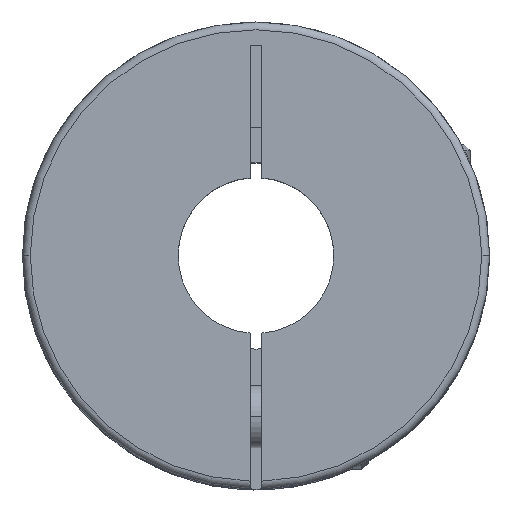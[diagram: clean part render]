
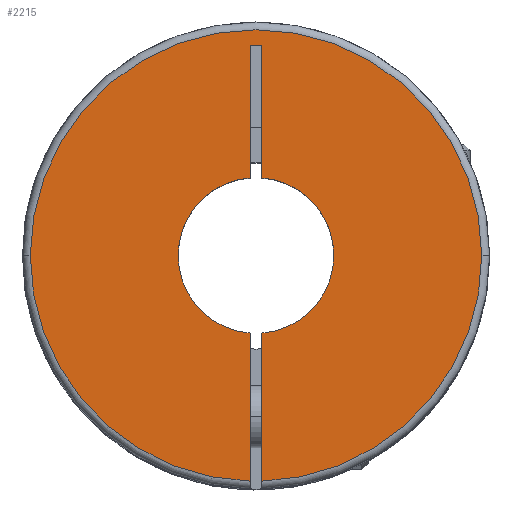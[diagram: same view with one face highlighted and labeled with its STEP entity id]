
A CAD part, top view. The second image highlights one B-rep face of the part: STEP entity #2215.
In plain terms, the highlighted planar face has unit normal (0, 0, 1).
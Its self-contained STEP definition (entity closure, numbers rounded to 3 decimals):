
#58 = EDGE_LOOP ( 'NONE', ( #467, #3133, #3521, #3050, #3275, #2187, #3020, #826, #3440, #2881, #114 ) ) ;
#114 = ORIENTED_EDGE ( 'NONE', *, *, #3508, .F. ) ;
#139 = FACE_OUTER_BOUND ( 'NONE', #58, .T. ) ;
#231 = CARTESIAN_POINT ( 'NONE',  ( 0.75, 27., 0. ) ) ;
#236 = DIRECTION ( 'NONE',  ( 0., 0., -1. ) ) ;
#262 = CARTESIAN_POINT ( 'NONE',  ( 0.75, -28.99, 0. ) ) ;
#281 = VECTOR ( 'NONE', #676, 1000. ) ;
#376 = CIRCLE ( 'NONE', #3089, 10. ) ;
#406 = EDGE_CURVE ( 'NONE', #2514, #1668, #3666, .T. ) ;
#418 = AXIS2_PLACEMENT_3D ( 'NONE', #1159, #2135, #2696 ) ;
#459 = EDGE_CURVE ( 'NONE', #1076, #476, #1215, .T. ) ;
#467 = ORIENTED_EDGE ( 'NONE', *, *, #406, .F. ) ;
#476 = VERTEX_POINT ( 'NONE', #2959 ) ;
#494 = AXIS2_PLACEMENT_3D ( 'NONE', #1399, #3561, #1725 ) ;
#631 = CARTESIAN_POINT ( 'NONE',  ( 0.75, -30., 0. ) ) ;
#647 = CARTESIAN_POINT ( 'NONE',  ( 0.75, -9.972, 0. ) ) ;
#676 = DIRECTION ( 'NONE',  ( 0., 1., 0. ) ) ;
#698 = CARTESIAN_POINT ( 'NONE',  ( 0., 0., 0. ) ) ;
#775 = EDGE_CURVE ( 'NONE', #3976, #1515, #1390, .T. ) ;
#789 = CARTESIAN_POINT ( 'NONE',  ( 0., 0., 0. ) ) ;
#794 = DIRECTION ( 'NONE',  ( 0., 0., -1. ) ) ;
#811 = AXIS2_PLACEMENT_3D ( 'NONE', #789, #236, #2082 ) ;
#826 = ORIENTED_EDGE ( 'NONE', *, *, #1844, .T. ) ;
#835 = DIRECTION ( 'NONE',  ( 0., 1., 0. ) ) ;
#850 = VECTOR ( 'NONE', #1047, 1000. ) ;
#1047 = DIRECTION ( 'NONE',  ( -1., 0., 0. ) ) ;
#1076 = VERTEX_POINT ( 'NONE', #1613 ) ;
#1099 = CARTESIAN_POINT ( 'NONE',  ( -0.75, 27., 0. ) ) ;
#1140 = DIRECTION ( 'NONE',  ( 0., 0., -1. ) ) ;
#1159 = CARTESIAN_POINT ( 'NONE',  ( 0., 0., 0. ) ) ;
#1215 = CIRCLE ( 'NONE', #494, 10. ) ;
#1238 = EDGE_CURVE ( 'NONE', #3312, #3782, #3253, .T. ) ;
#1268 = LINE ( 'NONE', #2853, #2311 ) ;
#1390 = LINE ( 'NONE', #1409, #850 ) ;
#1399 = CARTESIAN_POINT ( 'NONE',  ( 0., 0., 0. ) ) ;
#1408 = CARTESIAN_POINT ( 'NONE',  ( -0.75, 27., 0. ) ) ;
#1409 = CARTESIAN_POINT ( 'NONE',  ( 0.75, 27., 0. ) ) ;
#1515 = VERTEX_POINT ( 'NONE', #1099 ) ;
#1572 = LINE ( 'NONE', #631, #281 ) ;
#1581 = VECTOR ( 'NONE', #3207, 1000. ) ;
#1613 = CARTESIAN_POINT ( 'NONE',  ( -0.75, -9.972, 0. ) ) ;
#1668 = VERTEX_POINT ( 'NONE', #3099 ) ;
#1671 = CARTESIAN_POINT ( 'NONE',  ( 0., 0., 0. ) ) ;
#1680 = LINE ( 'NONE', #1408, #1581 ) ;
#1725 = DIRECTION ( 'NONE',  ( -1., 0., 0. ) ) ;
#1768 = AXIS2_PLACEMENT_3D ( 'NONE', #698, #2267, #2947 ) ;
#1844 = EDGE_CURVE ( 'NONE', #2556, #3728, #2044, .T. ) ;
#1905 = AXIS2_PLACEMENT_3D ( 'NONE', #3041, #1140, #3300 ) ;
#2044 = CIRCLE ( 'NONE', #811, 10. ) ;
#2071 = CARTESIAN_POINT ( 'NONE',  ( 0., 0., 0. ) ) ;
#2082 = DIRECTION ( 'NONE',  ( -1., 0., 0. ) ) ;
#2135 = DIRECTION ( 'NONE',  ( 0., 0., -1. ) ) ;
#2147 = CARTESIAN_POINT ( 'NONE',  ( 0.75, 9.972, 0. ) ) ;
#2187 = ORIENTED_EDGE ( 'NONE', *, *, #775, .F. ) ;
#2215 = ADVANCED_FACE ( 'NONE', ( #139 ), #2935, .F. ) ;
#2221 = VECTOR ( 'NONE', #835, 1000. ) ;
#2257 = AXIS2_PLACEMENT_3D ( 'NONE', #1671, #2921, #2904 ) ;
#2264 = EDGE_CURVE ( 'NONE', #2556, #3976, #2716, .T. ) ;
#2267 = DIRECTION ( 'NONE',  ( 0., 0., -1. ) ) ;
#2311 = VECTOR ( 'NONE', #3736, 1000. ) ;
#2338 = DIRECTION ( 'NONE',  ( -1., 0., 0. ) ) ;
#2387 = CARTESIAN_POINT ( 'NONE',  ( -0.75, -28.99, 0. ) ) ;
#2417 = CARTESIAN_POINT ( 'NONE',  ( 0.75, -30., 0. ) ) ;
#2514 = VERTEX_POINT ( 'NONE', #2387 ) ;
#2556 = VERTEX_POINT ( 'NONE', #2147 ) ;
#2696 = DIRECTION ( 'NONE',  ( 0., -1., 0. ) ) ;
#2716 = LINE ( 'NONE', #2417, #2221 ) ;
#2853 = CARTESIAN_POINT ( 'NONE',  ( -0.75, 27., 0. ) ) ;
#2881 = ORIENTED_EDGE ( 'NONE', *, *, #1238, .F. ) ;
#2899 = VERTEX_POINT ( 'NONE', #3332 ) ;
#2904 = DIRECTION ( 'NONE',  ( -1., 0., 0. ) ) ;
#2921 = DIRECTION ( 'NONE',  ( 0., 0., -1. ) ) ;
#2935 = PLANE ( 'NONE',  #418 ) ;
#2943 = EDGE_CURVE ( 'NONE', #1515, #2899, #1268, .T. ) ;
#2947 = DIRECTION ( 'NONE',  ( -1., 0., 0. ) ) ;
#2959 = CARTESIAN_POINT ( 'NONE',  ( -10., 0., 0. ) ) ;
#3020 = ORIENTED_EDGE ( 'NONE', *, *, #2264, .F. ) ;
#3041 = CARTESIAN_POINT ( 'NONE',  ( 0., 0., 0. ) ) ;
#3050 = ORIENTED_EDGE ( 'NONE', *, *, #3673, .T. ) ;
#3070 = EDGE_CURVE ( 'NONE', #1076, #2514, #1680, .T. ) ;
#3089 = AXIS2_PLACEMENT_3D ( 'NONE', #2071, #794, #2338 ) ;
#3099 = CARTESIAN_POINT ( 'NONE',  ( -29., 0., 0. ) ) ;
#3133 = ORIENTED_EDGE ( 'NONE', *, *, #3070, .F. ) ;
#3207 = DIRECTION ( 'NONE',  ( 0., -1., 0. ) ) ;
#3253 = CIRCLE ( 'NONE', #1905, 29. ) ;
#3270 = EDGE_CURVE ( 'NONE', #3782, #3728, #1572, .T. ) ;
#3275 = ORIENTED_EDGE ( 'NONE', *, *, #2943, .F. ) ;
#3300 = DIRECTION ( 'NONE',  ( -1., 0., 0. ) ) ;
#3312 = VERTEX_POINT ( 'NONE', #3692 ) ;
#3332 = CARTESIAN_POINT ( 'NONE',  ( -0.75, 9.972, 0. ) ) ;
#3440 = ORIENTED_EDGE ( 'NONE', *, *, #3270, .F. ) ;
#3508 = EDGE_CURVE ( 'NONE', #1668, #3312, #3516, .T. ) ;
#3516 = CIRCLE ( 'NONE', #1768, 29. ) ;
#3521 = ORIENTED_EDGE ( 'NONE', *, *, #459, .T. ) ;
#3561 = DIRECTION ( 'NONE',  ( 0., 0., -1. ) ) ;
#3666 = CIRCLE ( 'NONE', #2257, 29. ) ;
#3673 = EDGE_CURVE ( 'NONE', #476, #2899, #376, .T. ) ;
#3692 = CARTESIAN_POINT ( 'NONE',  ( 29., 0., 0. ) ) ;
#3728 = VERTEX_POINT ( 'NONE', #647 ) ;
#3736 = DIRECTION ( 'NONE',  ( 0., -1., 0. ) ) ;
#3782 = VERTEX_POINT ( 'NONE', #262 ) ;
#3976 = VERTEX_POINT ( 'NONE', #231 ) ;
